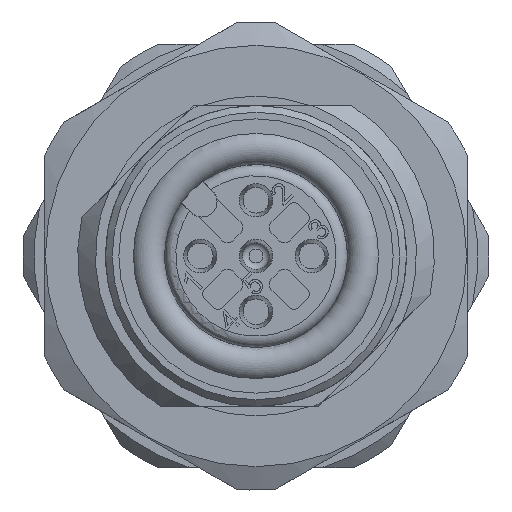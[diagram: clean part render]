
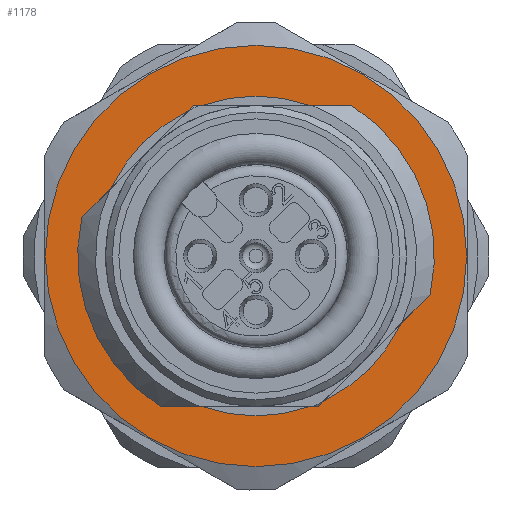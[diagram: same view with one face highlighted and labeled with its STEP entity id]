
A CAD part, left-side view. The second image highlights one B-rep face of the part: STEP entity #1178.
In plain terms, the highlighted planar face has unit normal (-1, 0, 0).
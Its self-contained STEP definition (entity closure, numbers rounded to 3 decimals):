
#112=PLANE('',#4482);
#656=LINE('',#5986,#899);
#661=LINE('',#6006,#904);
#669=LINE('',#6026,#912);
#673=LINE('',#6043,#916);
#680=LINE('',#6064,#923);
#685=LINE('',#6084,#928);
#691=LINE('',#6100,#934);
#695=LINE('',#6117,#938);
#899=VECTOR('',#4888,1.);
#904=VECTOR('',#4893,1.);
#912=VECTOR('',#4903,1.);
#916=VECTOR('',#4907,1.);
#923=VECTOR('',#4920,1.);
#928=VECTOR('',#4925,1.);
#934=VECTOR('',#4933,1.);
#938=VECTOR('',#4937,1.);
#1178=ADVANCED_FACE('',(#1501,#1502),#112,.T.);
#1501=FACE_BOUND('',#1636,.T.);
#1502=FACE_BOUND('',#1637,.T.);
#1636=EDGE_LOOP('',(#2034));
#1637=EDGE_LOOP('',(#2035,#2036,#2037,#2038,#2039,#2040,#2041,#2042,#2043,
#2044,#2045,#2046,#2047,#2048));
#2034=ORIENTED_EDGE('',*,*,#3711,.F.);
#2035=ORIENTED_EDGE('',*,*,#3712,.F.);
#2036=ORIENTED_EDGE('',*,*,#3661,.T.);
#2037=ORIENTED_EDGE('',*,*,#3670,.T.);
#2038=ORIENTED_EDGE('',*,*,#3713,.F.);
#2039=ORIENTED_EDGE('',*,*,#3676,.T.);
#2040=ORIENTED_EDGE('',*,*,#3714,.T.);
#2041=ORIENTED_EDGE('',*,*,#3699,.F.);
#2042=ORIENTED_EDGE('',*,*,#3715,.F.);
#2043=ORIENTED_EDGE('',*,*,#3705,.F.);
#2044=ORIENTED_EDGE('',*,*,#3685,.F.);
#2045=ORIENTED_EDGE('',*,*,#3716,.F.);
#2046=ORIENTED_EDGE('',*,*,#3692,.F.);
#2047=ORIENTED_EDGE('',*,*,#3717,.T.);
#2048=ORIENTED_EDGE('',*,*,#3654,.T.);
#3218=VERTEX_POINT('',#5985);
#3219=VERTEX_POINT('',#5987);
#3225=VERTEX_POINT('',#6005);
#3226=VERTEX_POINT('',#6007);
#3232=VERTEX_POINT('',#6025);
#3237=VERTEX_POINT('',#6042);
#3238=VERTEX_POINT('',#6044);
#3244=VERTEX_POINT('',#6063);
#3245=VERTEX_POINT('',#6065);
#3251=VERTEX_POINT('',#6083);
#3252=VERTEX_POINT('',#6085);
#3256=VERTEX_POINT('',#6099);
#3257=VERTEX_POINT('',#6101);
#3262=VERTEX_POINT('',#6118);
#3266=VERTEX_POINT('',#6131);
#3654=EDGE_CURVE('',#3219,#3218,#656,.T.);
#3661=EDGE_CURVE('',#3226,#3225,#661,.T.);
#3670=EDGE_CURVE('',#3225,#3232,#669,.T.);
#3676=EDGE_CURVE('',#3238,#3237,#673,.T.);
#3685=EDGE_CURVE('',#3244,#3245,#680,.T.);
#3692=EDGE_CURVE('',#3251,#3252,#685,.T.);
#3699=EDGE_CURVE('',#3256,#3257,#691,.T.);
#3705=EDGE_CURVE('',#3245,#3262,#695,.T.);
#3711=EDGE_CURVE('',#3266,#3266,#4278,.T.);
#3712=EDGE_CURVE('',#3226,#3218,#4279,.T.);
#3713=EDGE_CURVE('',#3238,#3232,#4280,.T.);
#3714=EDGE_CURVE('',#3237,#3257,#4281,.T.);
#3715=EDGE_CURVE('',#3262,#3256,#4282,.T.);
#3716=EDGE_CURVE('',#3252,#3244,#4283,.T.);
#3717=EDGE_CURVE('',#3251,#3219,#4284,.T.);
#4278=CIRCLE('',#4475,9.45);
#4279=CIRCLE('',#4476,7.172);
#4280=CIRCLE('',#4477,7.172);
#4281=CIRCLE('',#4478,8.);
#4282=CIRCLE('',#4479,7.172);
#4283=CIRCLE('',#4480,7.172);
#4284=CIRCLE('',#4481,8.);
#4475=AXIS2_PLACEMENT_3D('',#6130,#4952,#4953);
#4476=AXIS2_PLACEMENT_3D('',#6132,#4954,#4955);
#4477=AXIS2_PLACEMENT_3D('',#6133,#4956,#4957);
#4478=AXIS2_PLACEMENT_3D('',#6134,#4958,#4959);
#4479=AXIS2_PLACEMENT_3D('',#6135,#4960,#4961);
#4480=AXIS2_PLACEMENT_3D('',#6136,#4962,#4963);
#4481=AXIS2_PLACEMENT_3D('',#6137,#4964,#4965);
#4482=AXIS2_PLACEMENT_3D('',#6138,#4966,#4967);
#4888=DIRECTION('',(0.,-0.707,0.707));
#4893=DIRECTION('',(0.,-0.707,0.707));
#4903=DIRECTION('',(0.,-1.,0.));
#4907=DIRECTION('',(0.,-1.,0.));
#4920=DIRECTION('',(0.,-1.,0.));
#4925=DIRECTION('',(0.,-1.,0.));
#4933=DIRECTION('',(0.,-0.707,0.707));
#4937=DIRECTION('',(0.,-0.707,0.707));
#4952=DIRECTION('',(1.,0.,0.));
#4953=DIRECTION('',(0.,-0.5,0.866));
#4954=DIRECTION('',(-1.,0.,0.));
#4955=DIRECTION('',(0.,0.5,-0.866));
#4956=DIRECTION('',(-1.,0.,0.));
#4957=DIRECTION('',(0.,0.5,-0.866));
#4958=DIRECTION('',(1.,0.,0.));
#4959=DIRECTION('',(0.,0.,1.));
#4960=DIRECTION('',(-1.,0.,0.));
#4961=DIRECTION('',(0.,0.5,-0.866));
#4962=DIRECTION('',(-1.,0.,0.));
#4963=DIRECTION('',(0.,0.5,-0.866));
#4964=DIRECTION('',(1.,0.,0.));
#4965=DIRECTION('',(0.,0.,1.));
#4966=DIRECTION('',(-1.,0.,0.));
#4967=DIRECTION('',(0.,0.5,-0.866));
#5985=CARTESIAN_POINT('',(9.5,6.487,3.059));
#5986=CARTESIAN_POINT('',(9.5,4.773,4.773));
#5987=CARTESIAN_POINT('',(9.5,7.809,1.737));
#6005=CARTESIAN_POINT('',(9.5,2.796,6.75));
#6006=CARTESIAN_POINT('',(9.5,4.773,4.773));
#6007=CARTESIAN_POINT('',(9.5,3.059,6.487));
#6025=CARTESIAN_POINT('',(9.5,2.424,6.75));
#6026=CARTESIAN_POINT('',(9.5,0.,6.75));
#6042=CARTESIAN_POINT('',(9.5,-4.294,6.75));
#6043=CARTESIAN_POINT('',(9.5,0.,6.75));
#6044=CARTESIAN_POINT('',(9.5,-2.424,6.75));
#6063=CARTESIAN_POINT('',(9.5,-2.424,-6.75));
#6064=CARTESIAN_POINT('',(9.5,0.,-6.75));
#6065=CARTESIAN_POINT('',(9.5,-2.796,-6.75));
#6083=CARTESIAN_POINT('',(9.5,4.294,-6.75));
#6084=CARTESIAN_POINT('',(9.5,0.,-6.75));
#6085=CARTESIAN_POINT('',(9.5,2.424,-6.75));
#6099=CARTESIAN_POINT('',(9.5,-6.487,-3.059));
#6100=CARTESIAN_POINT('',(9.5,-4.773,-4.773));
#6101=CARTESIAN_POINT('',(9.5,-7.809,-1.737));
#6117=CARTESIAN_POINT('',(9.5,-4.773,-4.773));
#6118=CARTESIAN_POINT('',(9.5,-3.059,-6.487));
#6130=CARTESIAN_POINT('',(9.5,0.,0.));
#6131=CARTESIAN_POINT('',(9.5,-4.725,8.184));
#6132=CARTESIAN_POINT('',(9.5,0.,0.));
#6133=CARTESIAN_POINT('',(9.5,0.,0.));
#6134=CARTESIAN_POINT('',(9.5,0.,0.));
#6135=CARTESIAN_POINT('',(9.5,0.,0.));
#6136=CARTESIAN_POINT('',(9.5,0.,0.));
#6137=CARTESIAN_POINT('',(9.5,0.,0.));
#6138=CARTESIAN_POINT('',(9.5,0.,0.));
